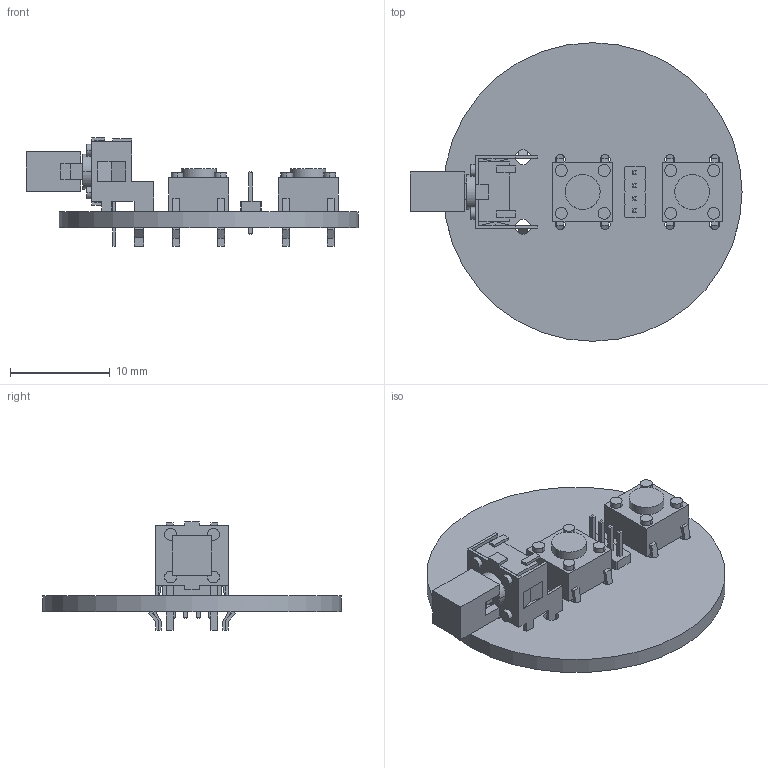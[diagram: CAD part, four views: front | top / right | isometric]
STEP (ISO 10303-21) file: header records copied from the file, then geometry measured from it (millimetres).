
FILE_DESCRIPTION(('KiCad electronic assembly'),'2;1');
FILE_NAME('stick-switch.step','2024-02-01T20:33:59',('Pcbnew'),('Kicad') ,'Open CASCADE STEP processor 7.5','KiCad to STEP converter','Unknown' );
FILE_SCHEMA(('AUTOMOTIVE_DESIGN { 1 0 10303 214 1 1 1 1 }'));
Length unit declared in the file: millimetre
Products named in the file (8): stick-switch 1; B3F-1000; COMPOUND; PinHeader_1x04_P1.27mm_Vertical; SOLID; B3F-3152; stick-switch PCB
Assembly tree (8 placements, depth 3):
  stick-switch 1
    B3F-1000  x2
      COMPOUND
    PinHeader_1x04_P1.27mm_Vertical
      SOLID
    B3F-3152
      COMPOUND
    stick-switch PCB
Bounding box: 33.35 x 30 x 10.9 mm (x, y, z)
Volume: 1606.6 mm3; surface area: 2815.2 mm2
Topology: 9 solids, 9 shells, 415 faces, 1045 edges, 682 vertices
Faces by surface type: plane 358, cylinder 57
Full cylindrical faces by diameter (mm): 0.65 x4, 1 x10, 1.5 x2, 30 x1
Entity records: 22626 total; most frequent: CARTESIAN_POINT 3700, DIRECTION 3407, LINE 2451, VECTOR 2451, ORIENTED_EDGE 1754, PCURVE 1754, DEFINITIONAL_REPRESENTATION 1754, EDGE_CURVE 877
